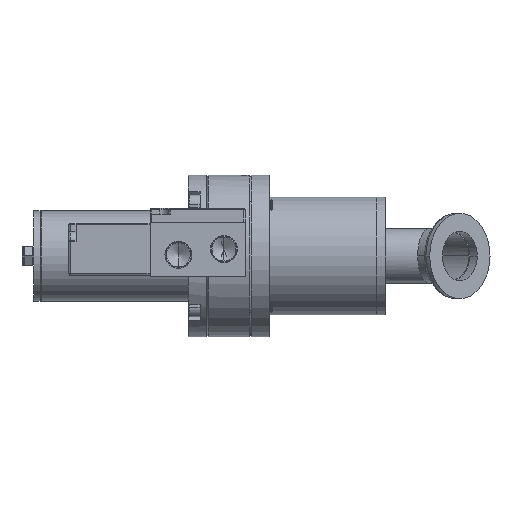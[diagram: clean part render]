
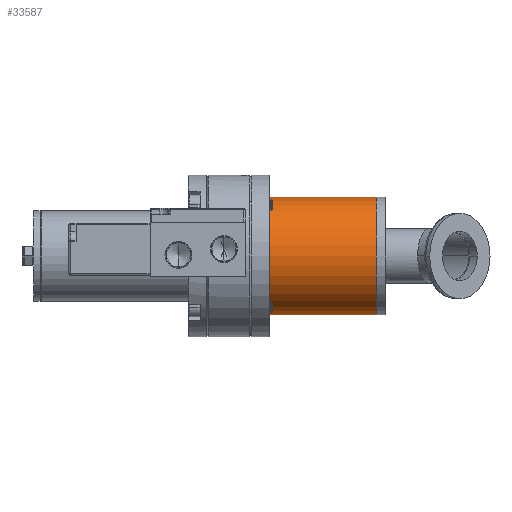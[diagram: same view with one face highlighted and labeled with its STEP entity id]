
A CAD part, left-side view. The second image highlights one B-rep face of the part: STEP entity #33587.
In plain terms, the highlighted cylindrical face has radius 20.637 mm (diameter 41.275 mm), a partial arc.
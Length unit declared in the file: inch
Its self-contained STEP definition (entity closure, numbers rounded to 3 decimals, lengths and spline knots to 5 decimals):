
#1993 = VERTEX_POINT ( 'NONE', #37871 ) ;
#3627 = CARTESIAN_POINT ( 'NONE',  ( 0.89608, -0.45131, 0.88563 ) ) ;
#4814 = CARTESIAN_POINT ( 'NONE',  ( 0.89608, -0.45131, 2.51063 ) ) ;
#6052 = CARTESIAN_POINT ( 'NONE',  ( 0.89608, -0.45131, 1.69813 ) ) ;
#7368 = EDGE_CURVE ( 'NONE', #1993, #9910, #12356, .T. ) ;
#7655 = EDGE_CURVE ( 'NONE', #30914, #17731, #34639, .T. ) ;
#9379 = CIRCLE ( 'NONE', #50853, 0.8125 ) ;
#9910 = VERTEX_POINT ( 'NONE', #3627 ) ;
#10199 = DIRECTION ( 'NONE',  ( 0., 1., 0. ) ) ;
#12356 = LINE ( 'NONE', #47909, #17284 ) ;
#14445 = ORIENTED_EDGE ( 'NONE', *, *, #7368, .T. ) ;
#15122 = FACE_OUTER_BOUND ( 'NONE', #18014, .T. ) ;
#17284 = VECTOR ( 'NONE', #32821, 39.37008 ) ;
#17461 = DIRECTION ( 'NONE',  ( 0., -1., 0. ) ) ;
#17731 = VERTEX_POINT ( 'NONE', #4814 ) ;
#18014 = EDGE_LOOP ( 'NONE', ( #30253, #44767, #14445, #29865 ) ) ;
#18510 = DIRECTION ( 'NONE',  ( 0., 0., -1. ) ) ;
#18787 = AXIS2_PLACEMENT_3D ( 'NONE', #6052, #10199, #25533 ) ;
#23189 = AXIS2_PLACEMENT_3D ( 'NONE', #46304, #50702, #18510 ) ;
#24986 = CARTESIAN_POINT ( 'NONE',  ( 0.89608, 1.08869, 1.69813 ) ) ;
#25533 = DIRECTION ( 'NONE',  ( 0., 0., -1. ) ) ;
#28709 = CIRCLE ( 'NONE', #18787, 0.8125 ) ;
#29667 = CARTESIAN_POINT ( 'NONE',  ( 0.89608, 1.08869, 2.51063 ) ) ;
#29865 = ORIENTED_EDGE ( 'NONE', *, *, #40699, .T. ) ;
#30253 = ORIENTED_EDGE ( 'NONE', *, *, #7655, .F. ) ;
#30713 = DIRECTION ( 'NONE',  ( 0., -1., 0. ) ) ;
#30914 = VERTEX_POINT ( 'NONE', #29667 ) ;
#30957 = CARTESIAN_POINT ( 'NONE',  ( 0.89608, 1.10869, 2.51063 ) ) ;
#32821 = DIRECTION ( 'NONE',  ( 0., -1., 0. ) ) ;
#33587 = ADVANCED_FACE ( 'NONE', ( #15122 ), #34344, .T. ) ;
#34344 = CYLINDRICAL_SURFACE ( 'NONE', #23189, 0.8125 ) ;
#34639 = LINE ( 'NONE', #30957, #44918 ) ;
#37153 = EDGE_CURVE ( 'NONE', #30914, #1993, #9379, .T. ) ;
#37871 = CARTESIAN_POINT ( 'NONE',  ( 0.89608, 1.08869, 0.88563 ) ) ;
#40699 = EDGE_CURVE ( 'NONE', #9910, #17731, #28709, .T. ) ;
#44767 = ORIENTED_EDGE ( 'NONE', *, *, #37153, .T. ) ;
#44918 = VECTOR ( 'NONE', #30713, 39.37008 ) ;
#46304 = CARTESIAN_POINT ( 'NONE',  ( 0.89608, 1.10869, 1.69813 ) ) ;
#47909 = CARTESIAN_POINT ( 'NONE',  ( 0.89608, 1.10869, 0.88563 ) ) ;
#48877 = DIRECTION ( 'NONE',  ( 0., 0., -1. ) ) ;
#50702 = DIRECTION ( 'NONE',  ( 0., -1., 0. ) ) ;
#50853 = AXIS2_PLACEMENT_3D ( 'NONE', #24986, #17461, #48877 ) ;
